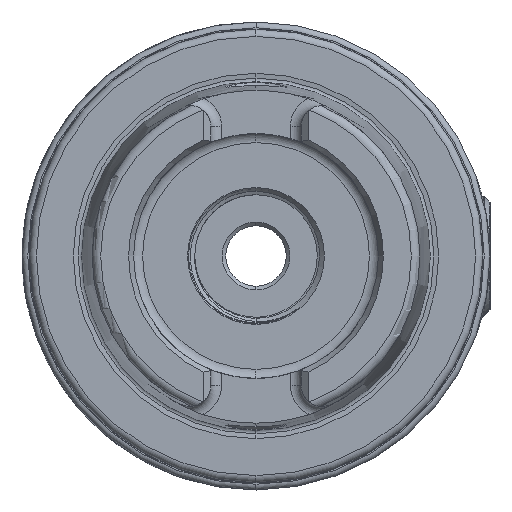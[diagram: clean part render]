
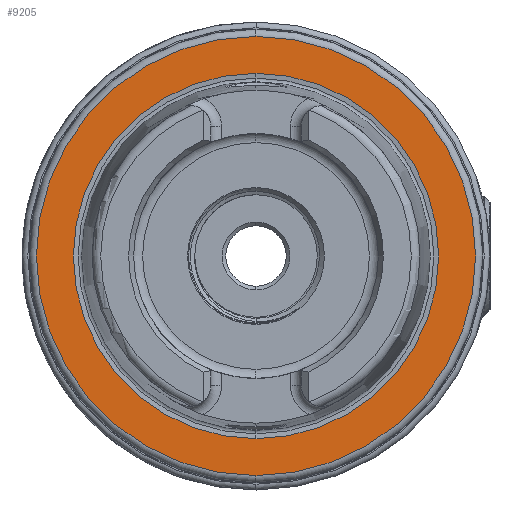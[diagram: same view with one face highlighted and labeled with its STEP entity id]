
A CAD part, left-side view. The second image highlights one B-rep face of the part: STEP entity #9205.
In plain terms, the highlighted planar face has unit normal (-1, 0, 0).
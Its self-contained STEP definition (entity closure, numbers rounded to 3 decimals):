
#1143 = EDGE_LOOP ( 'NONE', ( #19459, #19507 ) ) ;
#1184 = EDGE_LOOP ( 'NONE', ( #19460, #19479 ) ) ;
#4419 = CARTESIAN_POINT ( 'NONE',  ( 0., 0., 0. ) ) ;
#4441 = DIRECTION ( 'NONE',  ( 0., 0., 1. ) ) ;
#4453 = DIRECTION ( 'NONE',  ( -1., 0., 0. ) ) ;
#4549 = CARTESIAN_POINT ( 'NONE',  ( 0., 0., 0. ) ) ;
#4550 = DIRECTION ( 'NONE',  ( 1., 0., 0. ) ) ;
#4560 = DIRECTION ( 'NONE',  ( 0., 0., -1. ) ) ;
#7120 = AXIS2_PLACEMENT_3D ( 'NONE', #4419, #4453, #4441 ) ;
#7134 = AXIS2_PLACEMENT_3D ( 'NONE', #4549, #4550, #4560 ) ;
#7241 = AXIS2_PLACEMENT_3D ( 'NONE', #35374, #35368, #35453 ) ;
#7265 = AXIS2_PLACEMENT_3D ( 'NONE', #37268, #37230, #37306 ) ;
#8965 = VERTEX_POINT ( 'NONE', #47940 ) ;
#8975 = VERTEX_POINT ( 'NONE', #47898 ) ;
#9007 = VERTEX_POINT ( 'NONE', #47960 ) ;
#9008 = VERTEX_POINT ( 'NONE', #48002 ) ;
#9205 = ADVANCED_FACE ( 'NONE', ( #26076, #26010 ), #17774, .T. ) ;
#17760 = DIRECTION ( 'NONE',  ( 0., 0., 1. ) ) ;
#17767 = DIRECTION ( 'NONE',  ( -1., 0., 0. ) ) ;
#17774 = PLANE ( 'NONE',  #39728 ) ;
#17797 = CARTESIAN_POINT ( 'NONE',  ( 0., 25.369, 0. ) ) ;
#19459 = ORIENTED_EDGE ( 'NONE', *, *, #19624, .T. ) ;
#19460 = ORIENTED_EDGE ( 'NONE', *, *, #19655, .T. ) ;
#19479 = ORIENTED_EDGE ( 'NONE', *, *, #42182, .T. ) ;
#19507 = ORIENTED_EDGE ( 'NONE', *, *, #42334, .T. ) ;
#19624 = EDGE_CURVE ( 'NONE', #8965, #9008, #41732, .T. ) ;
#19655 = EDGE_CURVE ( 'NONE', #8975, #9007, #41775, .T. ) ;
#26010 = FACE_BOUND ( 'NONE', #1184, .T. ) ;
#26076 = FACE_OUTER_BOUND ( 'NONE', #1143, .T. ) ;
#33688 = CIRCLE ( 'NONE', #7241, 25.369 ) ;
#33902 = CIRCLE ( 'NONE', #7265, 30.5 ) ;
#35368 = DIRECTION ( 'NONE',  ( 1., 0., 0. ) ) ;
#35374 = CARTESIAN_POINT ( 'NONE',  ( 0., 0., 0. ) ) ;
#35453 = DIRECTION ( 'NONE',  ( 0., 0., -1. ) ) ;
#37230 = DIRECTION ( 'NONE',  ( -1., 0., 0. ) ) ;
#37268 = CARTESIAN_POINT ( 'NONE',  ( 0., 0., 0. ) ) ;
#37306 = DIRECTION ( 'NONE',  ( 0., 0., 1. ) ) ;
#39728 = AXIS2_PLACEMENT_3D ( 'NONE', #17797, #17767, #17760 ) ;
#41732 = CIRCLE ( 'NONE', #7120, 30.5 ) ;
#41775 = CIRCLE ( 'NONE', #7134, 25.369 ) ;
#42182 = EDGE_CURVE ( 'NONE', #9007, #8975, #33688, .T. ) ;
#42334 = EDGE_CURVE ( 'NONE', #9008, #8965, #33902, .T. ) ;
#47898 = CARTESIAN_POINT ( 'NONE',  ( 0., 0., 25.369 ) ) ;
#47940 = CARTESIAN_POINT ( 'NONE',  ( 0., 0., 30.5 ) ) ;
#47960 = CARTESIAN_POINT ( 'NONE',  ( 0., 0., -25.369 ) ) ;
#48002 = CARTESIAN_POINT ( 'NONE',  ( 0., 0., -30.5 ) ) ;
